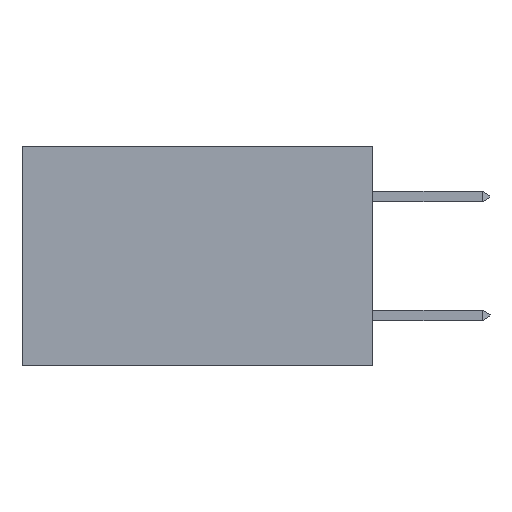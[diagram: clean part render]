
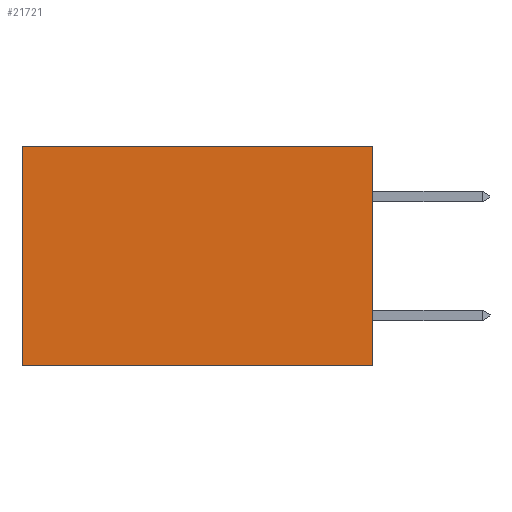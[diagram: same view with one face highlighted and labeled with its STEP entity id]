
A CAD part, left-side view. The second image highlights one B-rep face of the part: STEP entity #21721.
In plain terms, the highlighted planar face has unit normal (-1, 0, 0).
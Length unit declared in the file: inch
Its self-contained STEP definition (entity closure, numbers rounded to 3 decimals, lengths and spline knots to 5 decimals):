
#939 = CARTESIAN_POINT ( 'NONE',  ( 0.277, 0., 0. ) ) ;
#2207 = EDGE_CURVE ( 'NONE', #24804, #25315, #5485, .T. ) ;
#2334 = VERTEX_POINT ( 'NONE', #6670 ) ;
#2752 = AXIS2_PLACEMENT_3D ( 'NONE', #9841, #26831, #14261 ) ;
#3721 = VECTOR ( 'NONE', #9592, 39.37008 ) ;
#5172 = CARTESIAN_POINT ( 'NONE',  ( 0.277, 0.59, -0.37 ) ) ;
#5485 = LINE ( 'NONE', #939, #10680 ) ;
#6670 = CARTESIAN_POINT ( 'NONE',  ( 0.277, 0., -0.37 ) ) ;
#7303 = ORIENTED_EDGE ( 'NONE', *, *, #20628, .F. ) ;
#8878 = EDGE_CURVE ( 'NONE', #24804, #2334, #16377, .T. ) ;
#9592 = DIRECTION ( 'NONE',  ( 0., 0., -1. ) ) ;
#9841 = CARTESIAN_POINT ( 'NONE',  ( 0.277, 0., -0.37 ) ) ;
#10680 = VECTOR ( 'NONE', #10748, 39.37008 ) ;
#10748 = DIRECTION ( 'NONE',  ( 0., 1., 0. ) ) ;
#11270 = CARTESIAN_POINT ( 'NONE',  ( 0.277, 0., 0. ) ) ;
#12516 = DIRECTION ( 'NONE',  ( 0., 1., 0. ) ) ;
#12565 = VECTOR ( 'NONE', #12516, 39.37008 ) ;
#13511 = ORIENTED_EDGE ( 'NONE', *, *, #8878, .F. ) ;
#14261 = DIRECTION ( 'NONE',  ( 0., 0., -1. ) ) ;
#16377 = LINE ( 'NONE', #22611, #26886 ) ;
#17544 = CARTESIAN_POINT ( 'NONE',  ( 0.277, 0.59, 0. ) ) ;
#17824 = EDGE_LOOP ( 'NONE', ( #21048, #7303, #13511, #20479 ) ) ;
#18077 = EDGE_CURVE ( 'NONE', #25315, #23900, #20941, .T. ) ;
#19174 = CARTESIAN_POINT ( 'NONE',  ( 0.277, 0.59, -0.37 ) ) ;
#20479 = ORIENTED_EDGE ( 'NONE', *, *, #2207, .T. ) ;
#20628 = EDGE_CURVE ( 'NONE', #2334, #23900, #23141, .T. ) ;
#20941 = LINE ( 'NONE', #5172, #3721 ) ;
#21048 = ORIENTED_EDGE ( 'NONE', *, *, #18077, .T. ) ;
#21721 = ADVANCED_FACE ( 'NONE', ( #22652 ), #24729, .F. ) ;
#22611 = CARTESIAN_POINT ( 'NONE',  ( 0.277, 0., -0.37 ) ) ;
#22652 = FACE_OUTER_BOUND ( 'NONE', #17824, .T. ) ;
#23141 = LINE ( 'NONE', #25119, #12565 ) ;
#23900 = VERTEX_POINT ( 'NONE', #19174 ) ;
#24706 = DIRECTION ( 'NONE',  ( 0., 0., -1. ) ) ;
#24729 = PLANE ( 'NONE',  #2752 ) ;
#24804 = VERTEX_POINT ( 'NONE', #11270 ) ;
#25119 = CARTESIAN_POINT ( 'NONE',  ( 0.277, 0., -0.37 ) ) ;
#25315 = VERTEX_POINT ( 'NONE', #17544 ) ;
#26831 = DIRECTION ( 'NONE',  ( 1., 0., 0. ) ) ;
#26886 = VECTOR ( 'NONE', #24706, 39.37008 ) ;
